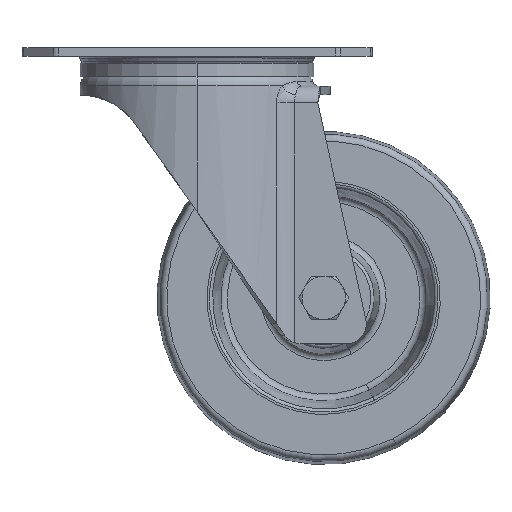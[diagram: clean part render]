
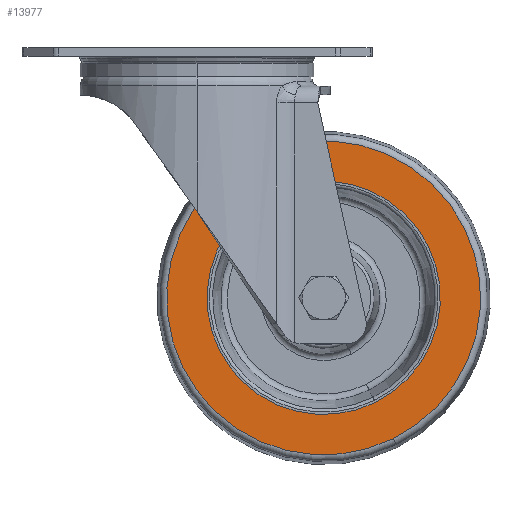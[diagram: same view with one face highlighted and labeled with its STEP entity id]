
A CAD part, top view. The second image highlights one B-rep face of the part: STEP entity #13977.
In plain terms, the highlighted planar face has unit normal (0, 0, 1).
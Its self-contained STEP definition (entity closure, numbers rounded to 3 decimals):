
#226 = FACE_BOUND ( 'NONE', #15931, .T. ) ;
#334 = CARTESIAN_POINT ( 'NONE',  ( 38., -75., 18. ) ) ;
#1326 = CARTESIAN_POINT ( 'NONE',  ( 38., -75., 18. ) ) ;
#1332 = CARTESIAN_POINT ( 'NONE',  ( 53.518, -106.372, 18. ) ) ;
#2200 = AXIS2_PLACEMENT_3D ( 'NONE', #334, #5213, #8756 ) ;
#2735 = VERTEX_POINT ( 'NONE', #1332 ) ;
#3574 = AXIS2_PLACEMENT_3D ( 'NONE', #13900, #7150, #12338 ) ;
#4093 = EDGE_CURVE ( 'NONE', #15020, #8009, #15675, .T. ) ;
#4384 = EDGE_LOOP ( 'NONE', ( #4945, #4942 ) ) ;
#4942 = ORIENTED_EDGE ( 'NONE', *, *, #4093, .T. ) ;
#4945 = ORIENTED_EDGE ( 'NONE', *, *, #12223, .T. ) ;
#4974 = ORIENTED_EDGE ( 'NONE', *, *, #14823, .F. ) ;
#5213 = DIRECTION ( 'NONE',  ( 0., 0., 1. ) ) ;
#5239 = FACE_OUTER_BOUND ( 'NONE', #4384, .T. ) ;
#5302 = DIRECTION ( 'NONE',  ( 0., 0., 1. ) ) ;
#5816 = ORIENTED_EDGE ( 'NONE', *, *, #13117, .F. ) ;
#6329 = DIRECTION ( 'NONE',  ( 0.443, -0.896, 0. ) ) ;
#7150 = DIRECTION ( 'NONE',  ( 0., 0., 1. ) ) ;
#7993 = DIRECTION ( 'NONE',  ( 0.443, -0.896, 0. ) ) ;
#8009 = VERTEX_POINT ( 'NONE', #12358 ) ;
#8756 = DIRECTION ( 'NONE',  ( 0.443, -0.896, 0. ) ) ;
#8959 = CARTESIAN_POINT ( 'NONE',  ( 22.482, -43.628, 18. ) ) ;
#9058 = CARTESIAN_POINT ( 'NONE',  ( 38., -75., 18. ) ) ;
#9487 = DIRECTION ( 'NONE',  ( -0.443, 0.896, 0. ) ) ;
#10564 = DIRECTION ( 'NONE',  ( 0., 0., -1. ) ) ;
#11463 = DIRECTION ( 'NONE',  ( 0., 0., 1. ) ) ;
#11528 = PLANE ( 'NONE',  #12087 ) ;
#12087 = AXIS2_PLACEMENT_3D ( 'NONE', #12985, #10564, #9487 ) ;
#12223 = EDGE_CURVE ( 'NONE', #8009, #15020, #13862, .T. ) ;
#12338 = DIRECTION ( 'NONE',  ( 0.443, -0.896, 0. ) ) ;
#12358 = CARTESIAN_POINT ( 'NONE',  ( 58.886, -117.225, 18. ) ) ;
#12985 = CARTESIAN_POINT ( 'NONE',  ( 69.372, -59.482, 18. ) ) ;
#13117 = EDGE_CURVE ( 'NONE', #13721, #2735, #13596, .T. ) ;
#13596 = CIRCLE ( 'NONE', #15396, 35. ) ;
#13721 = VERTEX_POINT ( 'NONE', #8959 ) ;
#13862 = CIRCLE ( 'NONE', #14351, 47.108 ) ;
#13900 = CARTESIAN_POINT ( 'NONE',  ( 38., -75., 18. ) ) ;
#13977 = ADVANCED_FACE ( 'NONE', ( #226, #5239 ), #11528, .F. ) ;
#14351 = AXIS2_PLACEMENT_3D ( 'NONE', #1326, #5302, #6329 ) ;
#14823 = EDGE_CURVE ( 'NONE', #2735, #13721, #15212, .T. ) ;
#15020 = VERTEX_POINT ( 'NONE', #15380 ) ;
#15212 = CIRCLE ( 'NONE', #3574, 35. ) ;
#15380 = CARTESIAN_POINT ( 'NONE',  ( 17.114, -32.775, 18. ) ) ;
#15396 = AXIS2_PLACEMENT_3D ( 'NONE', #9058, #11463, #7993 ) ;
#15675 = CIRCLE ( 'NONE', #2200, 47.108 ) ;
#15931 = EDGE_LOOP ( 'NONE', ( #4974, #5816 ) ) ;
